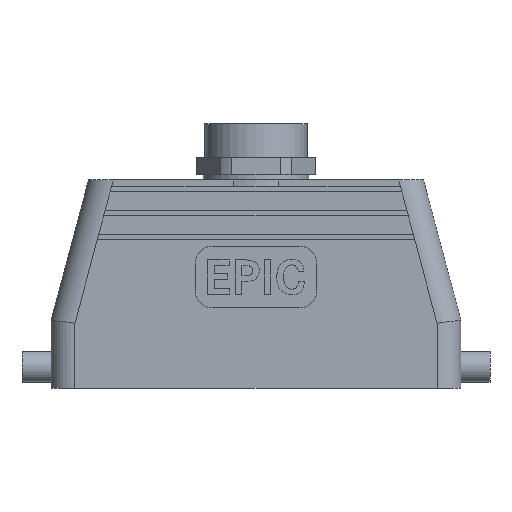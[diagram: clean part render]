
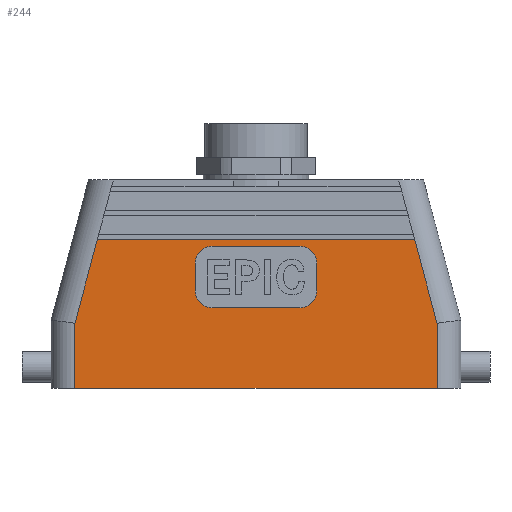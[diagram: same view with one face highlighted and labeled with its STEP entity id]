
A CAD part, front view. The second image highlights one B-rep face of the part: STEP entity #244.
In plain terms, the highlighted planar face has unit normal (0, -1, 0).
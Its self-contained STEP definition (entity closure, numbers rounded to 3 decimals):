
#244 = ADVANCED_FACE( '', ( #619, #620 ), #621, .F. );
#619 = FACE_OUTER_BOUND( '', #1148, .T. );
#620 = FACE_BOUND( '', #1149, .T. );
#621 = PLANE( '', #1150 );
#1148 = EDGE_LOOP( '', ( #1828, #1829, #1830, #1831, #1832, #1833 ) );
#1149 = EDGE_LOOP( '', ( #1834, #1835, #1836, #1837, #1838, #1839, #1840, #1841 ) );
#1150 = AXIS2_PLACEMENT_3D( '', #1842, #1843, #1844 );
#1828 = ORIENTED_EDGE( '', *, *, #3242, .F. );
#1829 = ORIENTED_EDGE( '', *, *, #3259, .F. );
#1830 = ORIENTED_EDGE( '', *, *, #3260, .T. );
#1831 = ORIENTED_EDGE( '', *, *, #3261, .T. );
#1832 = ORIENTED_EDGE( '', *, *, #3262, .T. );
#1833 = ORIENTED_EDGE( '', *, *, #3263, .F. );
#1834 = ORIENTED_EDGE( '', *, *, #3264, .T. );
#1835 = ORIENTED_EDGE( '', *, *, #3265, .T. );
#1836 = ORIENTED_EDGE( '', *, *, #3266, .T. );
#1837 = ORIENTED_EDGE( '', *, *, #3267, .T. );
#1838 = ORIENTED_EDGE( '', *, *, #3268, .T. );
#1839 = ORIENTED_EDGE( '', *, *, #3269, .T. );
#1840 = ORIENTED_EDGE( '', *, *, #3270, .T. );
#1841 = ORIENTED_EDGE( '', *, *, #3271, .T. );
#1842 = CARTESIAN_POINT( '', ( -60., -21.5, 20. ) );
#1843 = DIRECTION( '', ( 0., 1., 0. ) );
#1844 = DIRECTION( '', ( -1., 0., 0. ) );
#3242 = EDGE_CURVE( '', #3896, #3883, #3898, .F. );
#3259 = EDGE_CURVE( '', #3927, #3896, #3928, .T. );
#3260 = EDGE_CURVE( '', #3927, #3929, #3930, .F. );
#3261 = EDGE_CURVE( '', #3929, #3931, #3932, .T. );
#3262 = EDGE_CURVE( '', #3931, #3933, #3934, .T. );
#3263 = EDGE_CURVE( '', #3883, #3933, #3935, .T. );
#3264 = EDGE_CURVE( '', #3936, #3937, #3938, .T. );
#3265 = EDGE_CURVE( '', #3937, #3939, #3940, .T. );
#3266 = EDGE_CURVE( '', #3939, #3941, #3942, .T. );
#3267 = EDGE_CURVE( '', #3941, #3943, #3944, .T. );
#3268 = EDGE_CURVE( '', #3943, #3945, #3946, .T. );
#3269 = EDGE_CURVE( '', #3945, #3947, #3948, .T. );
#3270 = EDGE_CURVE( '', #3947, #3949, #3950, .T. );
#3271 = EDGE_CURVE( '', #3949, #3936, #3951, .T. );
#3883 = VERTEX_POINT( '', #4820 );
#3896 = VERTEX_POINT( '', #4839 );
#3898 = LINE( '', #4842, #4843 );
#3927 = VERTEX_POINT( '', #4884 );
#3928 = LINE( '', #4885, #4886 );
#3929 = VERTEX_POINT( '', #4887 );
#3930 = LINE( '', #4888, #4889 );
#3931 = VERTEX_POINT( '', #4890 );
#3932 = LINE( '', #4891, #4892 );
#3933 = VERTEX_POINT( '', #4893 );
#3934 = LINE( '', #4894, #4895 );
#3935 = LINE( '', #4896, #4897 );
#3936 = VERTEX_POINT( '', #4898 );
#3937 = VERTEX_POINT( '', #4899 );
#3938 = CIRCLE( '', #4900, 5. );
#3939 = VERTEX_POINT( '', #4901 );
#3940 = LINE( '', #4902, #4903 );
#3941 = VERTEX_POINT( '', #4904 );
#3942 = CIRCLE( '', #4905, 5. );
#3943 = VERTEX_POINT( '', #4906 );
#3944 = LINE( '', #4907, #4908 );
#3945 = VERTEX_POINT( '', #4909 );
#3946 = CIRCLE( '', #4910, 5. );
#3947 = VERTEX_POINT( '', #4911 );
#3948 = LINE( '', #4912, #4913 );
#3949 = VERTEX_POINT( '', #4914 );
#3950 = CIRCLE( '', #4915, 5. );
#3951 = LINE( '', #4916, #4917 );
#4820 = CARTESIAN_POINT( '', ( 53., -21.5, 19.078 ) );
#4839 = CARTESIAN_POINT( '', ( 46.456, -21.5, 43.5 ) );
#4842 = CARTESIAN_POINT( '', ( 53.239, -21.5, 18.188 ) );
#4843 = VECTOR( '', #5946, 1000. );
#4884 = CARTESIAN_POINT( '', ( -46.456, -21.5, 43.5 ) );
#4885 = CARTESIAN_POINT( '', ( -46.456, -21.5, 43.5 ) );
#4886 = VECTOR( '', #5957, 1000. );
#4887 = CARTESIAN_POINT( '', ( -53., -21.5, 19.078 ) );
#4888 = CARTESIAN_POINT( '', ( -53.239, -21.5, 18.188 ) );
#4889 = VECTOR( '', #5958, 1000. );
#4890 = CARTESIAN_POINT( '', ( -53., -21.5, 0. ) );
#4891 = CARTESIAN_POINT( '', ( -53., -21.5, 20. ) );
#4892 = VECTOR( '', #5959, 1000. );
#4893 = CARTESIAN_POINT( '', ( 53., -21.5, 0. ) );
#4894 = CARTESIAN_POINT( '', ( -60., -21.5, 0. ) );
#4895 = VECTOR( '', #5960, 1000. );
#4896 = CARTESIAN_POINT( '', ( 53., -21.5, 20. ) );
#4897 = VECTOR( '', #5961, 1000. );
#4898 = CARTESIAN_POINT( '', ( -17.801, -21.5, 36.6 ) );
#4899 = CARTESIAN_POINT( '', ( -12.801, -21.5, 41.6 ) );
#4900 = AXIS2_PLACEMENT_3D( '', #5962, #5963, #5964 );
#4901 = CARTESIAN_POINT( '', ( 12.801, -21.5, 41.6 ) );
#4902 = CARTESIAN_POINT( '', ( -12.801, -21.5, 41.6 ) );
#4903 = VECTOR( '', #5965, 1000. );
#4904 = CARTESIAN_POINT( '', ( 17.801, -21.5, 36.6 ) );
#4905 = AXIS2_PLACEMENT_3D( '', #5966, #5967, #5968 );
#4906 = CARTESIAN_POINT( '', ( 17.801, -21.5, 28.6 ) );
#4907 = CARTESIAN_POINT( '', ( 17.801, -21.5, 36.6 ) );
#4908 = VECTOR( '', #5969, 1000. );
#4909 = CARTESIAN_POINT( '', ( 12.801, -21.5, 23.6 ) );
#4910 = AXIS2_PLACEMENT_3D( '', #5970, #5971, #5972 );
#4911 = CARTESIAN_POINT( '', ( -12.801, -21.5, 23.6 ) );
#4912 = CARTESIAN_POINT( '', ( -12.801, -21.5, 23.6 ) );
#4913 = VECTOR( '', #5973, 1000. );
#4914 = CARTESIAN_POINT( '', ( -17.801, -21.5, 28.6 ) );
#4915 = AXIS2_PLACEMENT_3D( '', #5974, #5975, #5976 );
#4916 = CARTESIAN_POINT( '', ( -17.801, -21.5, 28.6 ) );
#4917 = VECTOR( '', #5977, 1000. );
#5946 = DIRECTION( '', ( -0.259, 0., 0.966 ) );
#5957 = DIRECTION( '', ( 1., 0., 0. ) );
#5958 = DIRECTION( '', ( 0.259, 0., 0.966 ) );
#5959 = DIRECTION( '', ( 0., 0., -1. ) );
#5960 = DIRECTION( '', ( 1., 0., 0. ) );
#5961 = DIRECTION( '', ( 0., 0., -1. ) );
#5962 = CARTESIAN_POINT( '', ( -12.801, -21.5, 36.6 ) );
#5963 = DIRECTION( '', ( 0., 1., 0. ) );
#5964 = DIRECTION( '', ( 1., 0., 0. ) );
#5965 = DIRECTION( '', ( 1., 0., 0. ) );
#5966 = CARTESIAN_POINT( '', ( 12.801, -21.5, 36.6 ) );
#5967 = DIRECTION( '', ( 0., 1., 0. ) );
#5968 = DIRECTION( '', ( -1., 0., 0. ) );
#5969 = DIRECTION( '', ( 0., 0., -1. ) );
#5970 = CARTESIAN_POINT( '', ( 12.801, -21.5, 28.6 ) );
#5971 = DIRECTION( '', ( 0., 1., 0. ) );
#5972 = DIRECTION( '', ( 1., 0., 0. ) );
#5973 = DIRECTION( '', ( -1., 0., 0. ) );
#5974 = CARTESIAN_POINT( '', ( -12.801, -21.5, 28.6 ) );
#5975 = DIRECTION( '', ( 0., 1., 0. ) );
#5976 = DIRECTION( '', ( 1., 0., 0. ) );
#5977 = DIRECTION( '', ( 0., 0., 1. ) );
